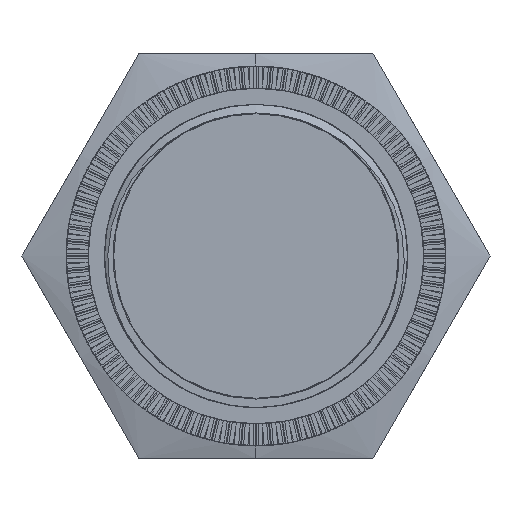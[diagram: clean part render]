
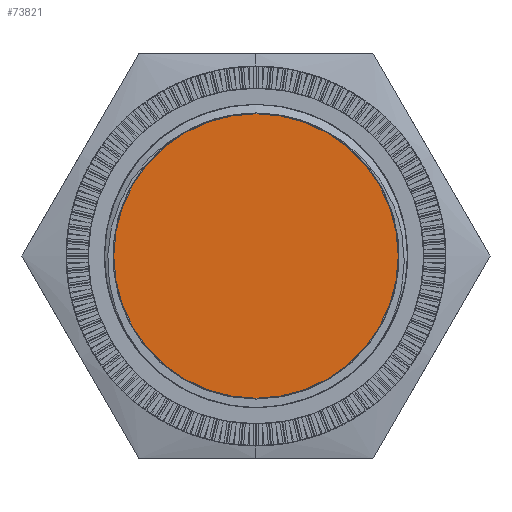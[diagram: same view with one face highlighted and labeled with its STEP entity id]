
A CAD part, left-side view. The second image highlights one B-rep face of the part: STEP entity #73821.
In plain terms, the highlighted planar face has unit normal (-1, 0, 0).
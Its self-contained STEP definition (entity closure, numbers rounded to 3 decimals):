
#176 = DIRECTION ( 'NONE',  ( 1., 0., 0. ) ) ;
#2532 = VERTEX_POINT ( 'NONE', #77299 ) ;
#2940 = CARTESIAN_POINT ( 'NONE',  ( -51.5, 91.523, 36.58 ) ) ;
#3296 = ORIENTED_EDGE ( 'NONE', *, *, #50949, .F. ) ;
#5449 = CIRCLE ( 'NONE', #86440, 8.35 ) ;
#8791 = AXIS2_PLACEMENT_3D ( 'NONE', #51875, #19089, #65399 ) ;
#19089 = DIRECTION ( 'NONE',  ( 1., 0., 0. ) ) ;
#21111 = CARTESIAN_POINT ( 'NONE',  ( -51.5, 91.523, 36.58 ) ) ;
#22936 = ORIENTED_EDGE ( 'NONE', *, *, #60101, .F. ) ;
#29568 = DIRECTION ( 'NONE',  ( 0., 0., -1. ) ) ;
#35186 = CARTESIAN_POINT ( 'NONE',  ( -51.5, 91.523, 44.93 ) ) ;
#36993 = DIRECTION ( 'NONE',  ( 1., 0., 0. ) ) ;
#38742 = PLANE ( 'NONE',  #8791 ) ;
#50949 = EDGE_CURVE ( 'NONE', #2532, #70700, #63832, .T. ) ;
#51875 = CARTESIAN_POINT ( 'NONE',  ( -51.5, 91.523, 36.58 ) ) ;
#60101 = EDGE_CURVE ( 'NONE', #70700, #2532, #5449, .T. ) ;
#60616 = FACE_OUTER_BOUND ( 'NONE', #61757, .T. ) ;
#61757 = EDGE_LOOP ( 'NONE', ( #22936, #3296 ) ) ;
#63832 = CIRCLE ( 'NONE', #70802, 8.35 ) ;
#65399 = DIRECTION ( 'NONE',  ( 0., 1., 0. ) ) ;
#70700 = VERTEX_POINT ( 'NONE', #35186 ) ;
#70802 = AXIS2_PLACEMENT_3D ( 'NONE', #21111, #176, #79668 ) ;
#73821 = ADVANCED_FACE ( 'NONE', ( #60616 ), #38742, .F. ) ;
#77299 = CARTESIAN_POINT ( 'NONE',  ( -51.5, 91.523, 28.23 ) ) ;
#79668 = DIRECTION ( 'NONE',  ( 0., 0., -1. ) ) ;
#86440 = AXIS2_PLACEMENT_3D ( 'NONE', #2940, #36993, #29568 ) ;
